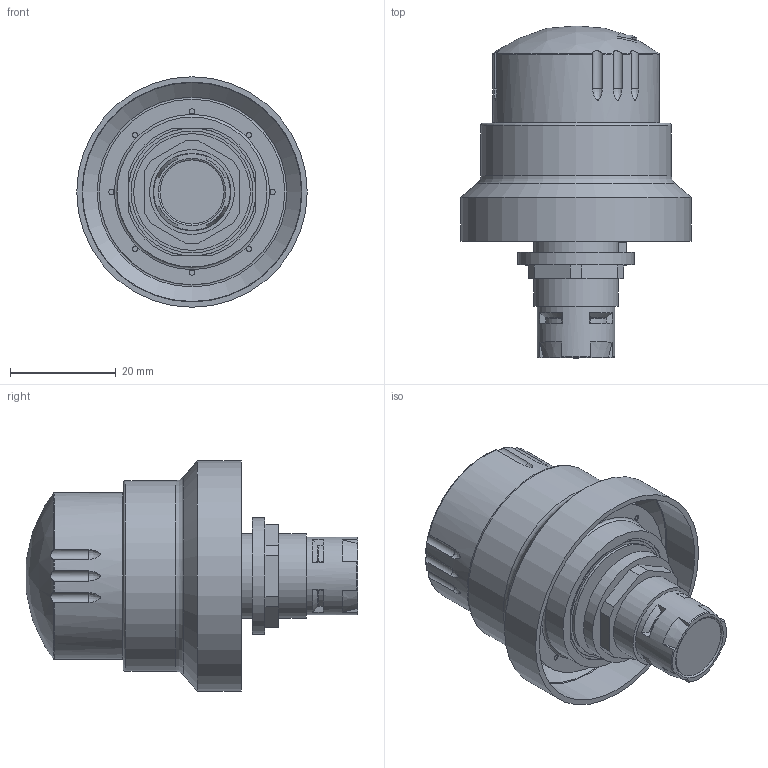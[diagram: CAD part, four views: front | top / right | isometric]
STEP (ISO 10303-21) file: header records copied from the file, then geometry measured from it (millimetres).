
FILE_DESCRIPTION(/* description */ (''),/* implementation_level */ '2;1');
FILE_NAME(/* name */ 'RXBUV43_ipt.stp',/* time_stamp */ '2017-08-16T14:09:23+02:00',/* author */ ('ahoffmann'),/* organization */ (''),/* preprocessor_version */ 'ST-DEVELOPER v16.1',/* originating_system */ 'Autodesk Inventor 2016',/* authorisation */ '');
FILE_SCHEMA (('AUTOMOTIVE_DESIGN { 1 0 10303 214 3 1 1 }'));
Length unit declared in the file: centimetre
Products named in the file (1): RXBUV43_vereinfacht
Bounding box: 43.5 x 62.65 x 43.5 mm (x, y, z)
Volume: 38749.8 mm3; surface area: 10821.4 mm2
Topology: 1 solids, 1 shells, 189 faces, 465 edges, 306 vertices
Faces by surface type: plane 83, cylinder 52, torus 25, cone 18, bspline 9, sphere 2
Full cylindrical faces by diameter (mm): 1 x8, 14.65 x1, 16 x2, 16.15 x1, 16.5 x1, 19.5 x1, 22 x1, 23 x1, 28.3 x1, 31.5 x1, 31.55 x1, 35 x1, 36 x1, 41.5 x1, 43.5 x1
Entity records: 6027 total; most frequent: CARTESIAN_POINT 1783, DIRECTION 864, ORIENTED_EDGE 848, EDGE_CURVE 424, AXIS2_PLACEMENT_3D 349, VERTEX_POINT 300, EDGE_LOOP 252, FACE_OUTER_BOUND 189
